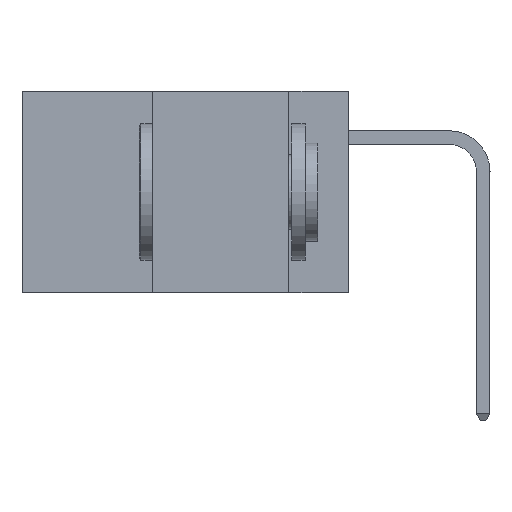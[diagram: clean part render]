
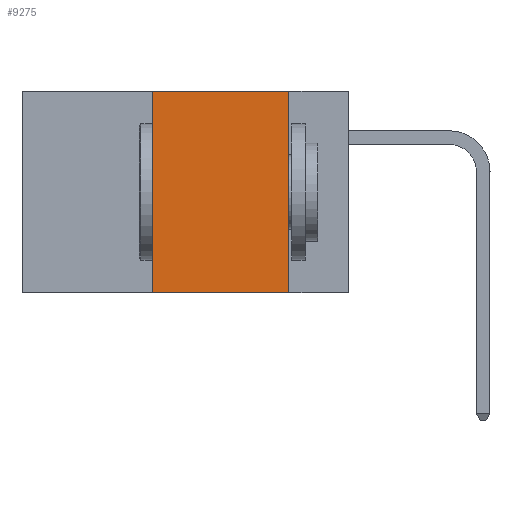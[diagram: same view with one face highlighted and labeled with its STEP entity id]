
A CAD part, left-side view. The second image highlights one B-rep face of the part: STEP entity #9275.
In plain terms, the highlighted planar face has unit normal (-1, 0, 0).
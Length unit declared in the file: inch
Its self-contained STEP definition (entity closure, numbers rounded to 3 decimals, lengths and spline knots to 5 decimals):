
#350 = CARTESIAN_POINT ( 'NONE',  ( 0., 0.11, 0. ) ) ;
#366 = DIRECTION ( 'NONE',  ( 0., 0., -1. ) ) ;
#373 = VERTEX_POINT ( 'NONE', #13517 ) ;
#384 = EDGE_CURVE ( 'NONE', #11184, #373, #593, .T. ) ;
#593 = LINE ( 'NONE', #13699, #10331 ) ;
#1195 = ORIENTED_EDGE ( 'NONE', *, *, #5901, .F. ) ;
#1729 = DIRECTION ( 'NONE',  ( 0., 0., 1. ) ) ;
#1792 = CARTESIAN_POINT ( 'NONE',  ( 0., 0.36, 0. ) ) ;
#2096 = CARTESIAN_POINT ( 'NONE',  ( 0., 0.36, 0. ) ) ;
#4009 = EDGE_CURVE ( 'NONE', #11184, #5760, #10325, .T. ) ;
#4263 = CARTESIAN_POINT ( 'NONE',  ( 0., 0.36, -0.37 ) ) ;
#5760 = VERTEX_POINT ( 'NONE', #2096 ) ;
#5901 = EDGE_CURVE ( 'NONE', #12832, #373, #9280, .T. ) ;
#6878 = VECTOR ( 'NONE', #1729, 39.37008 ) ;
#8123 = CARTESIAN_POINT ( 'NONE',  ( 0., 0.6, 0. ) ) ;
#8557 = DIRECTION ( 'NONE',  ( 0., 0., -1. ) ) ;
#8697 = ORIENTED_EDGE ( 'NONE', *, *, #4009, .F. ) ;
#8892 = VECTOR ( 'NONE', #366, 39.37008 ) ;
#9086 = ORIENTED_EDGE ( 'NONE', *, *, #384, .T. ) ;
#9275 = ADVANCED_FACE ( 'NONE', ( #13922 ), #14607, .F. ) ;
#9280 = LINE ( 'NONE', #350, #8892 ) ;
#9779 = CARTESIAN_POINT ( 'NONE',  ( 0., 0.6, 0. ) ) ;
#10325 = LINE ( 'NONE', #1792, #6878 ) ;
#10331 = VECTOR ( 'NONE', #12846, 39.37008 ) ;
#10662 = EDGE_LOOP ( 'NONE', ( #1195, #11627, #8697, #9086 ) ) ;
#11184 = VERTEX_POINT ( 'NONE', #4263 ) ;
#11627 = ORIENTED_EDGE ( 'NONE', *, *, #14047, .F. ) ;
#11883 = VECTOR ( 'NONE', #13003, 39.37008 ) ;
#12136 = AXIS2_PLACEMENT_3D ( 'NONE', #9779, #15748, #8557 ) ;
#12254 = LINE ( 'NONE', #8123, #11883 ) ;
#12832 = VERTEX_POINT ( 'NONE', #16250 ) ;
#12846 = DIRECTION ( 'NONE',  ( 0., -1., 0. ) ) ;
#13003 = DIRECTION ( 'NONE',  ( 0., -1., 0. ) ) ;
#13517 = CARTESIAN_POINT ( 'NONE',  ( 0., 0.11, -0.37 ) ) ;
#13699 = CARTESIAN_POINT ( 'NONE',  ( 0., 0.6, -0.37 ) ) ;
#13922 = FACE_OUTER_BOUND ( 'NONE', #10662, .T. ) ;
#14047 = EDGE_CURVE ( 'NONE', #5760, #12832, #12254, .T. ) ;
#14607 = PLANE ( 'NONE',  #12136 ) ;
#15748 = DIRECTION ( 'NONE',  ( 1., 0., 0. ) ) ;
#16250 = CARTESIAN_POINT ( 'NONE',  ( 0., 0.11, 0. ) ) ;
